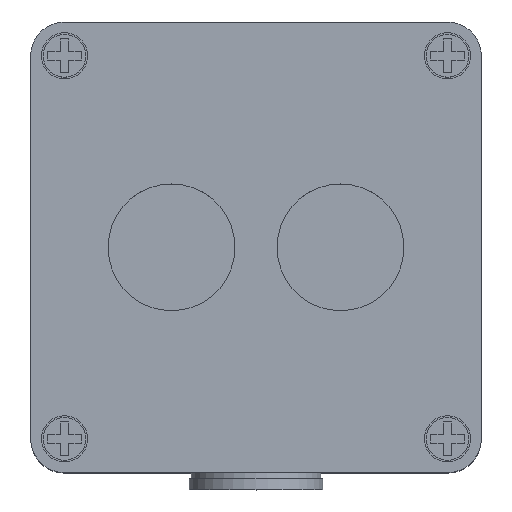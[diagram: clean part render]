
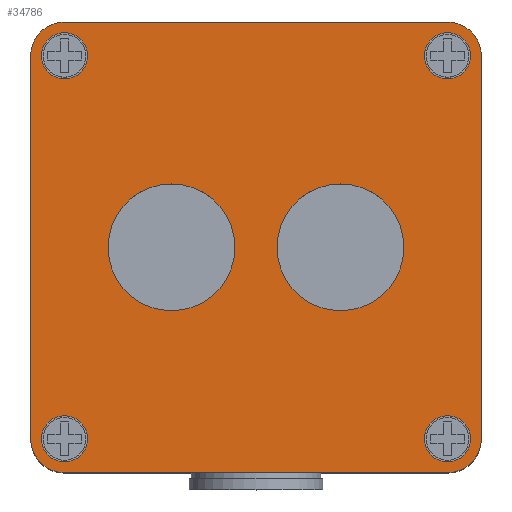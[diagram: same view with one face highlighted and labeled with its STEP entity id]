
A CAD part, top view. The second image highlights one B-rep face of the part: STEP entity #34786.
In plain terms, the highlighted planar face has unit normal (0, 0, 1).
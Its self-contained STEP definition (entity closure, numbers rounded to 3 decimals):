
#33411=CARTESIAN_POINT('',(6.,74.,6.));
#33412=DIRECTION('',(0.,0.,1.));
#33413=DIRECTION('',(0.,1.,0.));
#33414=AXIS2_PLACEMENT_3D('',#33411,#33412,#33413);
#33416=DIRECTION('',(-1.,0.,0.));
#33417=VECTOR('',#33416,68.);
#33418=CARTESIAN_POINT('',(74.,80.,6.));
#33419=LINE('',#33418,#33417);
#33420=CARTESIAN_POINT('',(74.,74.,6.));
#33421=DIRECTION('',(0.,0.,1.));
#33422=DIRECTION('',(1.,0.,0.));
#33423=AXIS2_PLACEMENT_3D('',#33420,#33421,#33422);
#33425=DIRECTION('',(0.,1.,0.));
#33426=VECTOR('',#33425,68.);
#33427=CARTESIAN_POINT('',(80.,6.,6.));
#33428=LINE('',#33427,#33426);
#33429=CARTESIAN_POINT('',(74.,6.,6.));
#33430=DIRECTION('',(0.,0.,1.));
#33431=DIRECTION('',(0.,-1.,0.));
#33432=AXIS2_PLACEMENT_3D('',#33429,#33430,#33431);
#33434=DIRECTION('',(1.,0.,0.));
#33435=VECTOR('',#33434,68.);
#33436=CARTESIAN_POINT('',(6.,0.,6.));
#33437=LINE('',#33436,#33435);
#33438=CARTESIAN_POINT('',(6.,6.,6.));
#33439=DIRECTION('',(0.,0.,1.));
#33440=DIRECTION('',(-1.,0.,0.));
#33441=AXIS2_PLACEMENT_3D('',#33438,#33439,#33440);
#33443=DIRECTION('',(0.,-1.,0.));
#33444=VECTOR('',#33443,68.);
#33445=CARTESIAN_POINT('',(0.,74.,6.));
#33446=LINE('',#33445,#33444);
#33447=CARTESIAN_POINT('',(6.,6.,6.));
#33448=DIRECTION('',(0.,0.,1.));
#33449=DIRECTION('',(1.,0.,0.));
#33450=AXIS2_PLACEMENT_3D('',#33447,#33448,#33449);
#33452=CARTESIAN_POINT('',(6.,6.,6.));
#33453=DIRECTION('',(0.,0.,1.));
#33454=DIRECTION('',(-1.,0.,0.));
#33455=AXIS2_PLACEMENT_3D('',#33452,#33453,#33454);
#33457=CARTESIAN_POINT('',(74.,6.,6.));
#33458=DIRECTION('',(0.,0.,1.));
#33459=DIRECTION('',(1.,0.,0.));
#33460=AXIS2_PLACEMENT_3D('',#33457,#33458,#33459);
#33462=CARTESIAN_POINT('',(74.,6.,6.));
#33463=DIRECTION('',(0.,0.,1.));
#33464=DIRECTION('',(-1.,0.,0.));
#33465=AXIS2_PLACEMENT_3D('',#33462,#33463,#33464);
#33467=CARTESIAN_POINT('',(74.,74.,6.));
#33468=DIRECTION('',(0.,0.,1.));
#33469=DIRECTION('',(1.,0.,0.));
#33470=AXIS2_PLACEMENT_3D('',#33467,#33468,#33469);
#33472=CARTESIAN_POINT('',(74.,74.,6.));
#33473=DIRECTION('',(0.,0.,1.));
#33474=DIRECTION('',(-1.,0.,0.));
#33475=AXIS2_PLACEMENT_3D('',#33472,#33473,#33474);
#33477=CARTESIAN_POINT('',(6.,74.,6.));
#33478=DIRECTION('',(0.,0.,1.));
#33479=DIRECTION('',(1.,0.,0.));
#33480=AXIS2_PLACEMENT_3D('',#33477,#33478,#33479);
#33482=CARTESIAN_POINT('',(6.,74.,6.));
#33483=DIRECTION('',(0.,0.,1.));
#33484=DIRECTION('',(-1.,0.,0.));
#33485=AXIS2_PLACEMENT_3D('',#33482,#33483,#33484);
#33487=CARTESIAN_POINT('',(25.,40.,6.));
#33488=DIRECTION('',(0.,0.,1.));
#33489=DIRECTION('',(1.,0.,0.));
#33490=AXIS2_PLACEMENT_3D('',#33487,#33488,#33489);
#33492=CARTESIAN_POINT('',(25.,40.,6.));
#33493=DIRECTION('',(0.,0.,1.));
#33494=DIRECTION('',(-1.,0.,0.));
#33495=AXIS2_PLACEMENT_3D('',#33492,#33493,#33494);
#33497=CARTESIAN_POINT('',(55.,40.,6.));
#33498=DIRECTION('',(0.,0.,1.));
#33499=DIRECTION('',(1.,0.,0.));
#33500=AXIS2_PLACEMENT_3D('',#33497,#33498,#33499);
#33502=CARTESIAN_POINT('',(55.,40.,6.));
#33503=DIRECTION('',(0.,0.,1.));
#33504=DIRECTION('',(-1.,0.,0.));
#33505=AXIS2_PLACEMENT_3D('',#33502,#33503,#33504);
#34287=CARTESIAN_POINT('',(6.,80.,6.));
#34288=VERTEX_POINT('',#34287);
#34289=CARTESIAN_POINT('',(0.,74.,6.));
#34290=VERTEX_POINT('',#34289);
#34295=CARTESIAN_POINT('',(80.,74.,6.));
#34296=VERTEX_POINT('',#34295);
#34297=CARTESIAN_POINT('',(74.,80.,6.));
#34298=VERTEX_POINT('',#34297);
#34303=CARTESIAN_POINT('',(0.,6.,6.));
#34304=VERTEX_POINT('',#34303);
#34305=CARTESIAN_POINT('',(6.,0.,6.));
#34306=VERTEX_POINT('',#34305);
#34311=CARTESIAN_POINT('',(74.,0.,6.));
#34312=VERTEX_POINT('',#34311);
#34313=CARTESIAN_POINT('',(80.,6.,6.));
#34314=VERTEX_POINT('',#34313);
#34331=CARTESIAN_POINT('',(10.1,6.,6.));
#34332=CARTESIAN_POINT('',(1.9,6.,6.));
#34333=VERTEX_POINT('',#34331);
#34334=VERTEX_POINT('',#34332);
#34335=CARTESIAN_POINT('',(78.1,6.,6.));
#34336=CARTESIAN_POINT('',(69.9,6.,6.));
#34337=VERTEX_POINT('',#34335);
#34338=VERTEX_POINT('',#34336);
#34339=CARTESIAN_POINT('',(78.1,74.,6.));
#34340=CARTESIAN_POINT('',(69.9,74.,6.));
#34341=VERTEX_POINT('',#34339);
#34342=VERTEX_POINT('',#34340);
#34343=CARTESIAN_POINT('',(10.1,74.,6.));
#34344=CARTESIAN_POINT('',(1.9,74.,6.));
#34345=VERTEX_POINT('',#34343);
#34346=VERTEX_POINT('',#34344);
#34571=CARTESIAN_POINT('',(36.25,40.,6.));
#34572=CARTESIAN_POINT('',(13.75,40.,6.));
#34573=VERTEX_POINT('',#34571);
#34574=VERTEX_POINT('',#34572);
#34583=CARTESIAN_POINT('',(66.25,40.,6.));
#34584=CARTESIAN_POINT('',(43.75,40.,6.));
#34585=VERTEX_POINT('',#34583);
#34586=VERTEX_POINT('',#34584);
#34735=CARTESIAN_POINT('',(0.,0.,6.));
#34736=DIRECTION('',(0.,0.,1.));
#34737=DIRECTION('',(1.,0.,0.));
#34738=AXIS2_PLACEMENT_3D('',#34735,#34736,#34737);
#34739=PLANE('',#34738);
#34740=ORIENTED_EDGE('',*,*,#34631,.F.);
#34741=ORIENTED_EDGE('',*,*,#34647,.F.);
#34742=ORIENTED_EDGE('',*,*,#34660,.F.);
#34743=ORIENTED_EDGE('',*,*,#34675,.F.);
#34744=ORIENTED_EDGE('',*,*,#34688,.F.);
#34745=ORIENTED_EDGE('',*,*,#34701,.F.);
#34746=ORIENTED_EDGE('',*,*,#34716,.F.);
#34747=ORIENTED_EDGE('',*,*,#34728,.F.);
#34748=EDGE_LOOP('',(#34740,#34741,#34742,#34743,#34744,#34745,#34746,#34747));
#34749=FACE_OUTER_BOUND('',#34748,.F.);
#34751=ORIENTED_EDGE('',*,*,#34750,.T.);
#34753=ORIENTED_EDGE('',*,*,#34752,.T.);
#34754=EDGE_LOOP('',(#34751,#34753));
#34755=FACE_BOUND('',#34754,.F.);
#34757=ORIENTED_EDGE('',*,*,#34756,.T.);
#34759=ORIENTED_EDGE('',*,*,#34758,.T.);
#34760=EDGE_LOOP('',(#34757,#34759));
#34761=FACE_BOUND('',#34760,.F.);
#34763=ORIENTED_EDGE('',*,*,#34762,.T.);
#34765=ORIENTED_EDGE('',*,*,#34764,.T.);
#34766=EDGE_LOOP('',(#34763,#34765));
#34767=FACE_BOUND('',#34766,.F.);
#34769=ORIENTED_EDGE('',*,*,#34768,.T.);
#34771=ORIENTED_EDGE('',*,*,#34770,.T.);
#34772=EDGE_LOOP('',(#34769,#34771));
#34773=FACE_BOUND('',#34772,.F.);
#34775=ORIENTED_EDGE('',*,*,#34774,.T.);
#34777=ORIENTED_EDGE('',*,*,#34776,.T.);
#34778=EDGE_LOOP('',(#34775,#34777));
#34779=FACE_BOUND('',#34778,.F.);
#34781=ORIENTED_EDGE('',*,*,#34780,.T.);
#34783=ORIENTED_EDGE('',*,*,#34782,.T.);
#34784=EDGE_LOOP('',(#34781,#34783));
#34785=FACE_BOUND('',#34784,.F.);
#33415=CIRCLE('',#33414,6.);
#33424=CIRCLE('',#33423,6.);
#33433=CIRCLE('',#33432,6.);
#33442=CIRCLE('',#33441,6.);
#33451=CIRCLE('',#33450,4.1);
#33456=CIRCLE('',#33455,4.1);
#33461=CIRCLE('',#33460,4.1);
#33466=CIRCLE('',#33465,4.1);
#33471=CIRCLE('',#33470,4.1);
#33476=CIRCLE('',#33475,4.1);
#33481=CIRCLE('',#33480,4.1);
#33486=CIRCLE('',#33485,4.1);
#33491=CIRCLE('',#33490,11.25);
#33496=CIRCLE('',#33495,11.25);
#33501=CIRCLE('',#33500,11.25);
#33506=CIRCLE('',#33505,11.25);
#34631=EDGE_CURVE('',#34288,#34290,#33415,.T.);
#34647=EDGE_CURVE('',#34298,#34288,#33419,.T.);
#34660=EDGE_CURVE('',#34296,#34298,#33424,.T.);
#34675=EDGE_CURVE('',#34314,#34296,#33428,.T.);
#34688=EDGE_CURVE('',#34312,#34314,#33433,.T.);
#34701=EDGE_CURVE('',#34306,#34312,#33437,.T.);
#34716=EDGE_CURVE('',#34304,#34306,#33442,.T.);
#34728=EDGE_CURVE('',#34290,#34304,#33446,.T.);
#34750=EDGE_CURVE('',#34333,#34334,#33451,.T.);
#34752=EDGE_CURVE('',#34334,#34333,#33456,.T.);
#34756=EDGE_CURVE('',#34337,#34338,#33461,.T.);
#34758=EDGE_CURVE('',#34338,#34337,#33466,.T.);
#34762=EDGE_CURVE('',#34341,#34342,#33471,.T.);
#34764=EDGE_CURVE('',#34342,#34341,#33476,.T.);
#34768=EDGE_CURVE('',#34345,#34346,#33481,.T.);
#34770=EDGE_CURVE('',#34346,#34345,#33486,.T.);
#34774=EDGE_CURVE('',#34573,#34574,#33491,.T.);
#34776=EDGE_CURVE('',#34574,#34573,#33496,.T.);
#34780=EDGE_CURVE('',#34585,#34586,#33501,.T.);
#34782=EDGE_CURVE('',#34586,#34585,#33506,.T.);
#34786=ADVANCED_FACE('',(#34749,#34755,#34761,#34767,#34773,#34779,#34785),
#34739,.T.);
